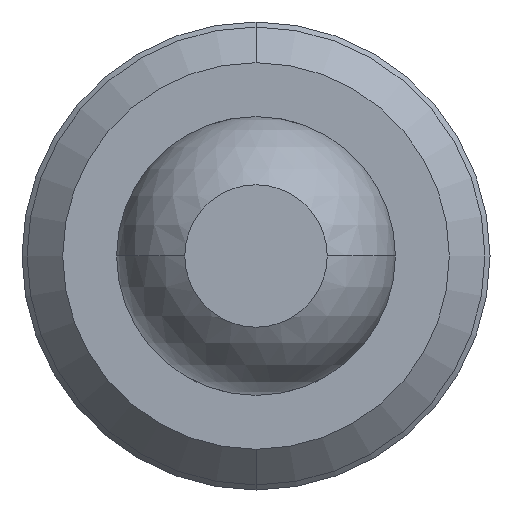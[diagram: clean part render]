
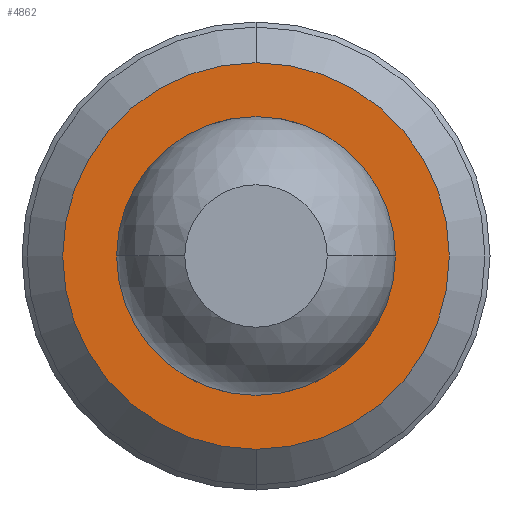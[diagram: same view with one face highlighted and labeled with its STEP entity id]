
A CAD part, front view. The second image highlights one B-rep face of the part: STEP entity #4862.
In plain terms, the highlighted planar face has unit normal (0, -1, 0).
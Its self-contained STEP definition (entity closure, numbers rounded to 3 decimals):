
#16 = CIRCLE ( 'NONE', #1132, 0.45 ) ;
#64 = VERTEX_POINT ( 'NONE', #713 ) ;
#183 = EDGE_CURVE ( 'Defeature ausgef�hrt2_2+Defeature ausgef�hrt2_3+Defeature ausgef�hrt2_3+Defeature ausgef�hrt2_3', #1520, #1852, #207, .T. ) ;
#207 = CIRCLE ( 'NONE', #2803, 0.45 ) ;
#713 = CARTESIAN_POINT ( 'NONE',  ( 0., 6.4, -0.95 ) ) ;
#1132 = AXIS2_PLACEMENT_3D ( 'NONE', #3042, #3103, #5114 ) ;
#1232 = AXIS2_PLACEMENT_3D ( 'NONE', #5338, #4959, #4201 ) ;
#1255 = ORIENTED_EDGE ( 'NONE', *, *, #1994, .T. ) ;
#1520 = VERTEX_POINT ( 'NONE', #5279 ) ;
#1561 = CARTESIAN_POINT ( 'NONE',  ( 0., 6.4, 0. ) ) ;
#1695 = EDGE_CURVE ( 'Defeature ausgef�hrt2_2+Defeature ausgef�hrt2_3+Defeature ausgef�hrt2_3+Defeature ausgef�hrt2_3', #1852, #1520, #16, .T. ) ;
#1852 = VERTEX_POINT ( 'NONE', #5188 ) ;
#1994 = EDGE_CURVE ( 'Defeature ausgef�hrt2_3+Defeature ausgef�hrt2_6+Defeature ausgef�hrt2_6+Defeature ausgef�hrt2_6', #2695, #64, #2483, .T. ) ;
#2007 = PLANE ( 'NONE',  #1232 ) ;
#2059 = DIRECTION ( 'NONE',  ( 0., 0., -1. ) ) ;
#2483 = CIRCLE ( 'NONE', #4172, 0.95 ) ;
#2517 = ORIENTED_EDGE ( 'NONE', *, *, #183, .F. ) ;
#2583 = DIRECTION ( 'NONE',  ( 0., -1., 0. ) ) ;
#2602 = DIRECTION ( 'NONE',  ( 0., 0., -1. ) ) ;
#2689 = ORIENTED_EDGE ( 'NONE', *, *, #4074, .T. ) ;
#2695 = VERTEX_POINT ( 'NONE', #2995 ) ;
#2803 = AXIS2_PLACEMENT_3D ( 'NONE', #1561, #4464, #5302 ) ;
#2897 = CARTESIAN_POINT ( 'NONE',  ( 0., 6.4, 0. ) ) ;
#2995 = CARTESIAN_POINT ( 'NONE',  ( 0., 6.4, 0.95 ) ) ;
#3042 = CARTESIAN_POINT ( 'NONE',  ( 0., 6.4, 0. ) ) ;
#3103 = DIRECTION ( 'NONE',  ( 0., -1., 0. ) ) ;
#3311 = DIRECTION ( 'NONE',  ( 0., -1., 0. ) ) ;
#3350 = FACE_OUTER_BOUND ( 'NONE', #3989, .T. ) ;
#3565 = CIRCLE ( 'NONE', #4245, 0.95 ) ;
#3619 = ORIENTED_EDGE ( 'NONE', *, *, #1695, .F. ) ;
#3785 = EDGE_LOOP ( 'NONE', ( #2517, #3619 ) ) ;
#3989 = EDGE_LOOP ( 'NONE', ( #1255, #2689 ) ) ;
#4074 = EDGE_CURVE ( 'Defeature ausgef�hrt2_3+Defeature ausgef�hrt2_6+Defeature ausgef�hrt2_6+Defeature ausgef�hrt2_6', #64, #2695, #3565, .T. ) ;
#4172 = AXIS2_PLACEMENT_3D ( 'NONE', #2897, #3311, #2059 ) ;
#4201 = DIRECTION ( 'NONE',  ( 0., 0., -1. ) ) ;
#4245 = AXIS2_PLACEMENT_3D ( 'NONE', #4597, #2583, #2602 ) ;
#4464 = DIRECTION ( 'NONE',  ( 0., -1., 0. ) ) ;
#4597 = CARTESIAN_POINT ( 'NONE',  ( 0., 6.4, 0. ) ) ;
#4691 = FACE_BOUND ( 'NONE', #3785, .T. ) ;
#4862 = ADVANCED_FACE ( 'Defeature ausgef�hrt2_3', ( #3350, #4691 ), #2007, .T. ) ;
#4959 = DIRECTION ( 'NONE',  ( 0., -1., 0. ) ) ;
#5114 = DIRECTION ( 'NONE',  ( 0., 0., -1. ) ) ;
#5188 = CARTESIAN_POINT ( 'NONE',  ( 0., 6.4, 0.45 ) ) ;
#5279 = CARTESIAN_POINT ( 'NONE',  ( 0., 6.4, -0.45 ) ) ;
#5302 = DIRECTION ( 'NONE',  ( 0., 0., -1. ) ) ;
#5338 = CARTESIAN_POINT ( 'NONE',  ( 0.45, 6.4, 0. ) ) ;
